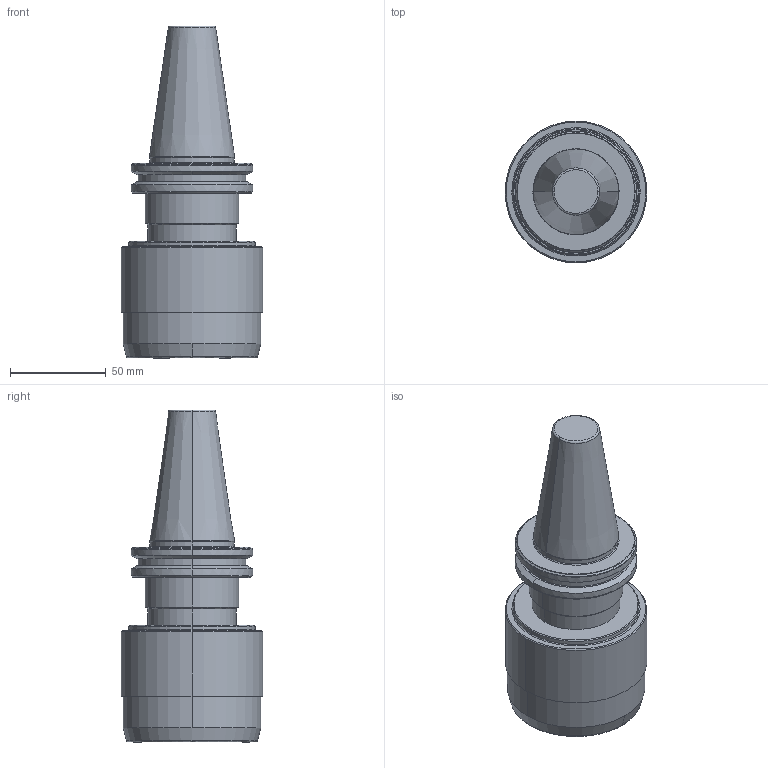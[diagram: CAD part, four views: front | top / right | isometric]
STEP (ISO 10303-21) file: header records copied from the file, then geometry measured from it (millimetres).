
FILE_DESCRIPTION (( 'STEP AP203' ), '1' );
FILE_NAME ('SK 40 C32 105 AD-6.3G15000 SL.STEP', '2019-05-04T03:37:08', ( '' ), ( '' ), 'SwSTEP 2.0', 'SolidWorks 2014', '' );
FILE_SCHEMA (( 'CONFIG_CONTROL_DESIGN' ));
Length unit declared in the file: millimetre
Products named in the file (1): SK 40 C32 105 AD-6.3G15000 SL
Bounding box: 74 x 74 x 173.4 mm (x, y, z)
Volume: 414561.1 mm3; surface area: 39172.4 mm2
Topology: 1 solids, 1 shells, 84 faces, 198 edges, 124 vertices
Faces by surface type: bspline 20, cone 20, cylinder 18, torus 16, plane 10
Entity records: 3561 total; most frequent: CARTESIAN_POINT 1599, DIRECTION 412, ORIENTED_EDGE 396, EDGE_CURVE 198, AXIS2_PLACEMENT_3D 187, VERTEX_POINT 124, CIRCLE 122, EDGE_LOOP 92
